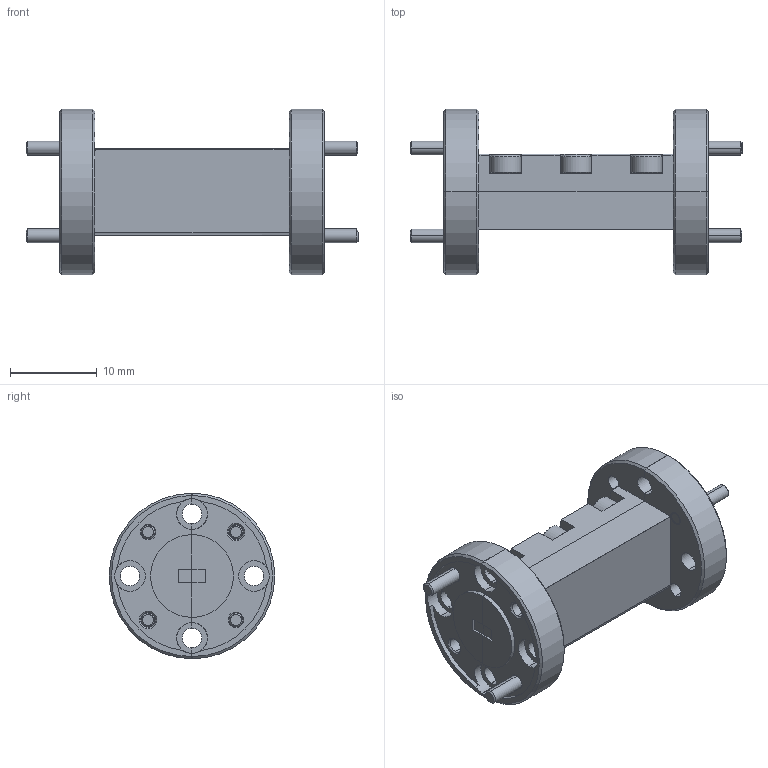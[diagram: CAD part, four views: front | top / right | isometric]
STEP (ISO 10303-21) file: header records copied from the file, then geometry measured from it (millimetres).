
FILE_DESCRIPTION (( 'STEP AP203' ), '1' );
FILE_NAME ('WF-BE-A.STEP', '2022-09-29T16:02:58', ( '' ), ( '' ), 'SwSTEP 2.0', 'SolidWorks 2021', '' );
FILE_SCHEMA (( 'CONFIG_CONTROL_DESIGN' ));
Length unit declared in the file: inch
Products named in the file (1): WF-BE-A
Bounding box: 38.23 x 19.05 x 19.05 mm (x, y, z)
Volume: 3777.2 mm3; surface area: 3884.2 mm2
Topology: 12 solids, 12 shells, 410 faces, 998 edges, 616 vertices
Faces by surface type: plane 146, cylinder 144, cone 120
Entity records: 12296 total; most frequent: CARTESIAN_POINT 2322, DIRECTION 2194, ORIENTED_EDGE 1996, EDGE_CURVE 998, AXIS2_PLACEMENT_3D 847, VERTEX_POINT 616, VECTOR 500, LINE 500
